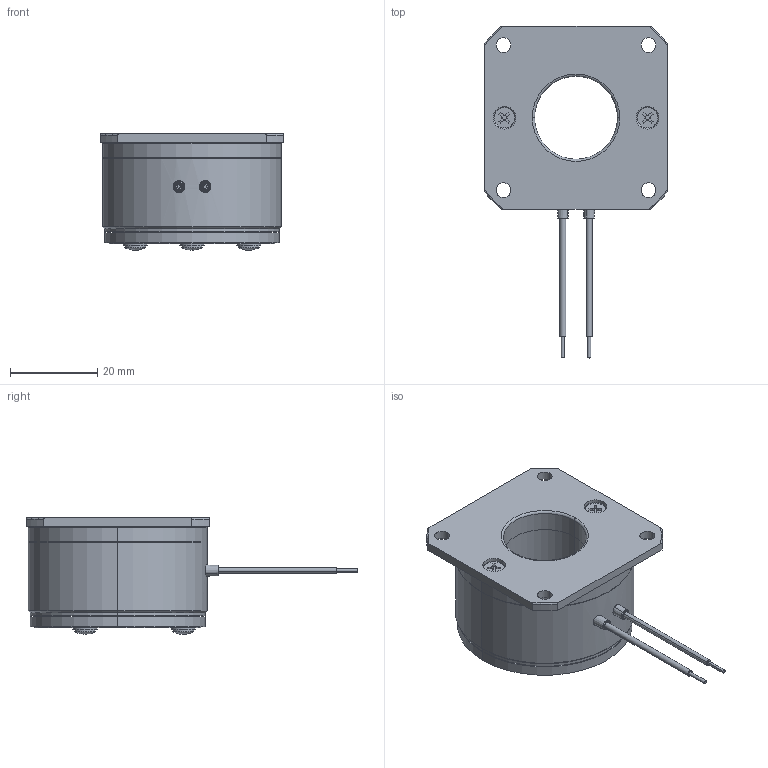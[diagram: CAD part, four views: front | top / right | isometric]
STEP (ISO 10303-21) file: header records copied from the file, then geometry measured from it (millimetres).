
FILE_DESCRIPTION (( 'STEP AP214' ), '1' );
FILE_NAME ('dr_bk_03P1-210_mu.STEP', '2024-05-27T07:19:38', ( '' ), ( '' ), 'SwSTEP 2.0', 'SolidWorks 2022', '' );
FILE_SCHEMA (( 'AUTOMOTIVE_DESIGN' ));
Length unit declared in the file: millimetre
Products named in the file (7): 10068961_000; 10069012_000; 10068745_000_eingebaut; 10069015_000; 10068743_000_genietet (1,7 mm Klemmlänge Ø2,6); dr_bk_03P1-210_mu; 10069011_000
Assembly tree (10 placements, depth 3):
  dr_bk_03P1-210_mu
    10068961_000
    10069012_000
      10069011_000
      10069015_000
      10068745_000_eingebaut  x3
      10068743_000_genietet (1,7 mm Klemmlänge Ø2,6)  x3
Bounding box: 42 x 76 x 26.7 mm (x, y, z)
Volume: 26361.7 mm3; surface area: 11850.5 mm2
Topology: 11 solids, 11 shells, 263 faces, 608 edges, 380 vertices
Faces by surface type: cylinder 120, plane 59, cone 52, torus 26, sphere 6
Entity records: 8310 total; most frequent: CARTESIAN_POINT 1403, DIRECTION 1162, ORIENTED_EDGE 980, EDGE_CURVE 490, AXIS2_PLACEMENT_3D 473, VERTEX_POINT 312, EDGE_LOOP 266, CIRCLE 250
